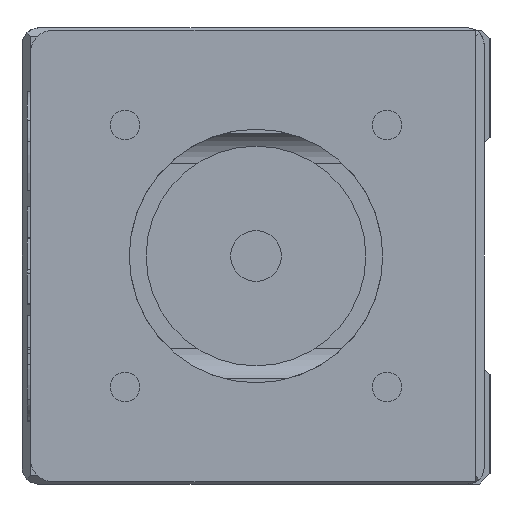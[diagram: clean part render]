
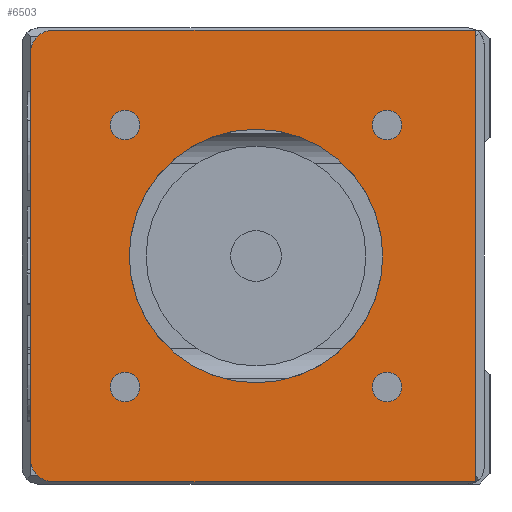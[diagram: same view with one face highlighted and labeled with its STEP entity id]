
A CAD part, left-side view. The second image highlights one B-rep face of the part: STEP entity #6503.
In plain terms, the highlighted planar face has unit normal (-1, 0, 0).
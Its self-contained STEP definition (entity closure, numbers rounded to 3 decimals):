
#605=LINE('',#10649,#1147);
#609=LINE('',#10658,#1151);
#612=LINE('',#10667,#1154);
#615=LINE('',#10671,#1157);
#1147=VECTOR('',#8720,1000.);
#1151=VECTOR('',#8726,1000.);
#1154=VECTOR('',#8737,1000.);
#1157=VECTOR('',#8742,1000.);
#1479=PLANE('',#7181);
#2687=ORIENTED_EDGE('',*,*,#3887,.T.);
#2688=ORIENTED_EDGE('',*,*,#3888,.T.);
#2689=ORIENTED_EDGE('',*,*,#3889,.T.);
#2690=ORIENTED_EDGE('',*,*,#3890,.T.);
#2691=ORIENTED_EDGE('',*,*,#3891,.F.);
#2692=ORIENTED_EDGE('',*,*,#3870,.F.);
#2693=ORIENTED_EDGE('',*,*,#3882,.F.);
#2694=ORIENTED_EDGE('',*,*,#3880,.F.);
#2695=ORIENTED_EDGE('',*,*,#3877,.F.);
#2696=ORIENTED_EDGE('',*,*,#3885,.F.);
#2697=ORIENTED_EDGE('',*,*,#3873,.F.);
#3870=EDGE_CURVE('',#4590,#4587,#4972,.T.);
#3873=EDGE_CURVE('',#4587,#4591,#605,.T.);
#3877=EDGE_CURVE('',#4596,#4593,#609,.T.);
#3880=EDGE_CURVE('',#4593,#4597,#4974,.T.);
#3882=EDGE_CURVE('',#4597,#4590,#612,.T.);
#3885=EDGE_CURVE('',#4591,#4596,#615,.T.);
#3887=EDGE_CURVE('',#4599,#4599,#4975,.T.);
#3888=EDGE_CURVE('',#4600,#4600,#4976,.T.);
#3889=EDGE_CURVE('',#4601,#4601,#4977,.T.);
#3890=EDGE_CURVE('',#4602,#4602,#4978,.T.);
#3891=EDGE_CURVE('',#4603,#4603,#4979,.F.);
#4587=VERTEX_POINT('',#10637);
#4590=VERTEX_POINT('',#10642);
#4591=VERTEX_POINT('',#10646);
#4593=VERTEX_POINT('',#10652);
#4596=VERTEX_POINT('',#10657);
#4597=VERTEX_POINT('',#10661);
#4599=VERTEX_POINT('',#10675);
#4600=VERTEX_POINT('',#10677);
#4601=VERTEX_POINT('',#10679);
#4602=VERTEX_POINT('',#10681);
#4603=VERTEX_POINT('',#10683);
#4972=CIRCLE('',#7173,2.75);
#4974=CIRCLE('',#7178,2.75);
#4975=CIRCLE('',#7182,1.75);
#4976=CIRCLE('',#7183,1.75);
#4977=CIRCLE('',#7184,1.75);
#4978=CIRCLE('',#7185,1.75);
#4979=CIRCLE('',#7186,15.);
#5458=EDGE_LOOP('',(#2687));
#5459=EDGE_LOOP('',(#2688));
#5460=EDGE_LOOP('',(#2689));
#5461=EDGE_LOOP('',(#2690));
#5462=EDGE_LOOP('',(#2691));
#5463=EDGE_LOOP('',(#2692,#2693,#2694,#2695,#2696,#2697));
#6018=FACE_BOUND('',#5458,.T.);
#6019=FACE_BOUND('',#5459,.T.);
#6020=FACE_BOUND('',#5460,.T.);
#6021=FACE_BOUND('',#5461,.T.);
#6022=FACE_BOUND('',#5462,.T.);
#6023=FACE_BOUND('',#5463,.T.);
#6503=ADVANCED_FACE('',(#6018,#6019,#6020,#6021,#6022,#6023),#1479,.F.);
#7173=AXIS2_PLACEMENT_3D('',#10643,#8714,#8715);
#7178=AXIS2_PLACEMENT_3D('',#10664,#8732,#8733);
#7181=AXIS2_PLACEMENT_3D('',#10673,#8744,#8745);
#7182=AXIS2_PLACEMENT_3D('',#10674,#8746,#8747);
#7183=AXIS2_PLACEMENT_3D('',#10676,#8748,#8749);
#7184=AXIS2_PLACEMENT_3D('',#10678,#8750,#8751);
#7185=AXIS2_PLACEMENT_3D('',#10680,#8752,#8753);
#7186=AXIS2_PLACEMENT_3D('',#10682,#8754,#8755);
#8714=DIRECTION('',(1.,0.,0.));
#8715=DIRECTION('',(0.,0.,-1.));
#8720=DIRECTION('',(0.,-1.,0.));
#8726=DIRECTION('',(0.,1.,0.));
#8732=DIRECTION('',(1.,0.,0.));
#8733=DIRECTION('',(0.,0.,-1.));
#8737=DIRECTION('',(0.,0.,1.));
#8742=DIRECTION('',(0.,0.,-1.));
#8744=DIRECTION('',(1.,0.,0.));
#8745=DIRECTION('',(0.,0.,-1.));
#8746=DIRECTION('',(1.,0.,0.));
#8747=DIRECTION('',(0.,0.,-1.));
#8748=DIRECTION('',(1.,0.,0.));
#8749=DIRECTION('',(0.,0.,-1.));
#8750=DIRECTION('',(1.,0.,0.));
#8751=DIRECTION('',(0.,0.,-1.));
#8752=DIRECTION('',(1.,0.,0.));
#8753=DIRECTION('',(0.,0.,-1.));
#8754=DIRECTION('',(1.,0.,0.));
#8755=DIRECTION('',(0.,0.,-1.));
#10637=CARTESIAN_POINT('',(-66.5,51.65,26.75));
#10642=CARTESIAN_POINT('',(-66.5,54.4,24.));
#10643=CARTESIAN_POINT('',(-66.5,51.65,24.));
#10646=CARTESIAN_POINT('',(-66.5,1.7,26.75));
#10649=CARTESIAN_POINT('',(-66.5,51.65,26.75));
#10652=CARTESIAN_POINT('',(-66.5,51.65,-26.75));
#10657=CARTESIAN_POINT('',(-66.5,1.7,-26.75));
#10658=CARTESIAN_POINT('',(-66.5,1.7,-26.75));
#10661=CARTESIAN_POINT('',(-66.5,54.4,-24.));
#10664=CARTESIAN_POINT('',(-66.5,51.65,-24.));
#10667=CARTESIAN_POINT('',(-66.5,54.4,-24.));
#10671=CARTESIAN_POINT('',(-66.5,1.7,26.75));
#10673=CARTESIAN_POINT('',(-66.5,51.65,24.));
#10674=CARTESIAN_POINT('',(-66.5,43.2,-15.5));
#10675=CARTESIAN_POINT('',(-66.5,43.2,-17.25));
#10676=CARTESIAN_POINT('',(-66.5,12.2,15.5));
#10677=CARTESIAN_POINT('',(-66.5,12.2,13.75));
#10678=CARTESIAN_POINT('',(-66.5,12.2,-15.5));
#10679=CARTESIAN_POINT('',(-66.5,12.2,-17.25));
#10680=CARTESIAN_POINT('',(-66.5,43.2,15.5));
#10681=CARTESIAN_POINT('',(-66.5,43.2,13.75));
#10682=CARTESIAN_POINT('',(-66.5,27.7,0.));
#10683=CARTESIAN_POINT('',(-66.5,27.7,-15.));
